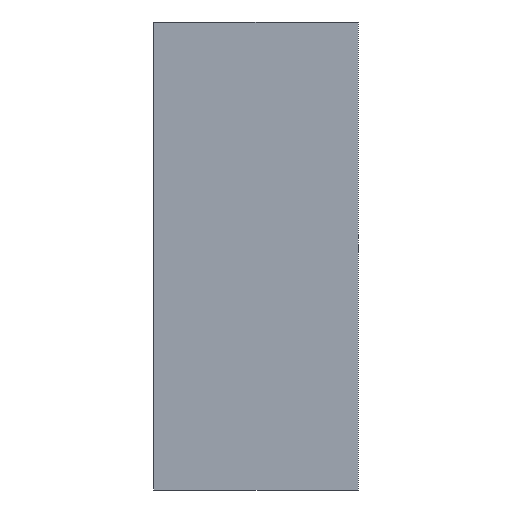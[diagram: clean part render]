
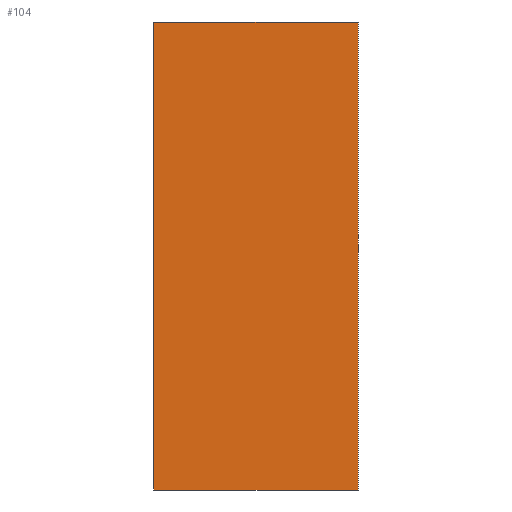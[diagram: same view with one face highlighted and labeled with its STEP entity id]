
A CAD part, front view. The second image highlights one B-rep face of the part: STEP entity #104.
In plain terms, the highlighted planar face has unit normal (0, -1, 0).
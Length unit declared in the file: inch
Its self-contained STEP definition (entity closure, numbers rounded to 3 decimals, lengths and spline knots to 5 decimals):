
#30 = DIRECTION ( 'NONE',  ( 0., 0., -1. ) ) ;
#31 = DIRECTION ( 'NONE',  ( 0., -1., 0. ) ) ;
#32 = CARTESIAN_POINT ( 'NONE',  ( 0., 0., 0. ) ) ;
#42 = DIRECTION ( 'NONE',  ( 1., 0., 0. ) ) ;
#43 = CARTESIAN_POINT ( 'NONE',  ( 0.4375, 0., 0. ) ) ;
#44 = LINE ( 'NONE', #43, #140 ) ;
#45 = PLANE ( 'NONE',  #141 ) ;
#46 = DIRECTION ( 'NONE',  ( 0., 0., -1. ) ) ;
#47 = CARTESIAN_POINT ( 'NONE',  ( 0.4375, 0., -1. ) ) ;
#48 = LINE ( 'NONE', #47, #136 ) ;
#50 = CARTESIAN_POINT ( 'NONE',  ( 0., 0., 0. ) ) ;
#52 = CARTESIAN_POINT ( 'NONE',  ( 0.4375, 0., 0. ) ) ;
#53 = CARTESIAN_POINT ( 'NONE',  ( 0.4375, 0., -1. ) ) ;
#55 = CARTESIAN_POINT ( 'NONE',  ( 0., 0., -1. ) ) ;
#58 = VERTEX_POINT ( 'NONE', #55 ) ;
#60 = VERTEX_POINT ( 'NONE', #53 ) ;
#61 = VERTEX_POINT ( 'NONE', #52 ) ;
#63 = VERTEX_POINT ( 'NONE', #50 ) ;
#65 = ORIENTED_EDGE ( 'NONE', *, *, #204, .F. ) ;
#66 = ORIENTED_EDGE ( 'NONE', *, *, #206, .F. ) ;
#67 = ORIENTED_EDGE ( 'NONE', *, *, #100, .F. ) ;
#68 = ORIENTED_EDGE ( 'NONE', *, *, #98, .F. ) ;
#92 = EDGE_LOOP ( 'NONE', ( #67, #66, #65, #68 ) ) ;
#98 = EDGE_CURVE ( 'NONE', #61, #60, #48, .T. ) ;
#100 = EDGE_CURVE ( 'NONE', #63, #61, #44, .T. ) ;
#104 = ADVANCED_FACE ( 'NONE', ( #133 ), #45, .T. ) ;
#107 = VECTOR ( 'NONE', #172, 39.37008 ) ;
#124 = VECTOR ( 'NONE', #178, 39.37008 ) ;
#133 = FACE_OUTER_BOUND ( 'NONE', #92, .T. ) ;
#136 = VECTOR ( 'NONE', #46, 39.37008 ) ;
#140 = VECTOR ( 'NONE', #42, 39.37008 ) ;
#141 = AXIS2_PLACEMENT_3D ( 'NONE', #32, #31, #30 ) ;
#172 = DIRECTION ( 'NONE',  ( 0., 0., 1. ) ) ;
#173 = CARTESIAN_POINT ( 'NONE',  ( 0., 0., 0. ) ) ;
#174 = LINE ( 'NONE', #173, #107 ) ;
#178 = DIRECTION ( 'NONE',  ( -1., 0., 0. ) ) ;
#179 = CARTESIAN_POINT ( 'NONE',  ( 0., 0., -1. ) ) ;
#180 = LINE ( 'NONE', #179, #124 ) ;
#204 = EDGE_CURVE ( 'NONE', #60, #58, #180, .T. ) ;
#206 = EDGE_CURVE ( 'NONE', #58, #63, #174, .T. ) ;
